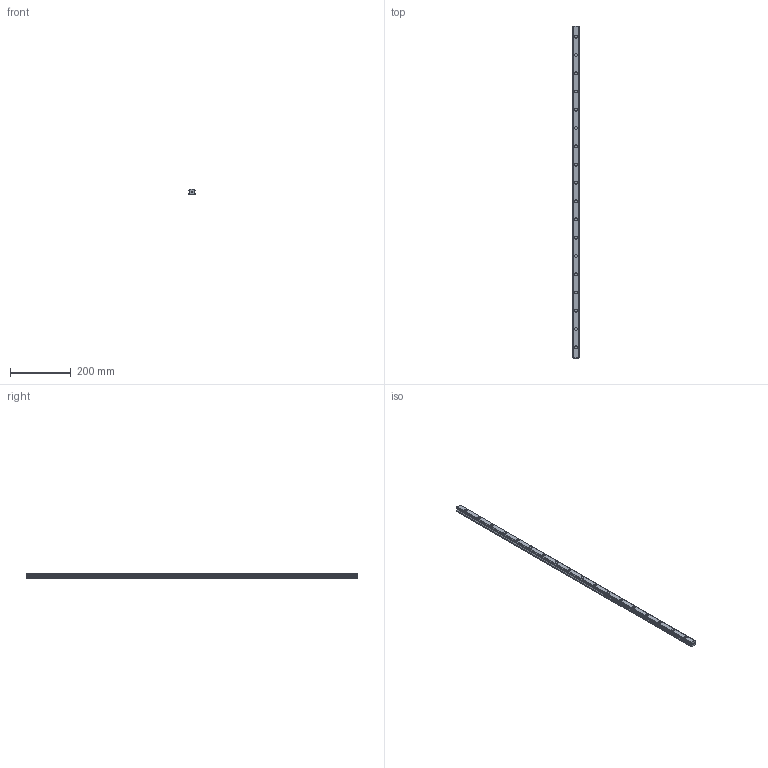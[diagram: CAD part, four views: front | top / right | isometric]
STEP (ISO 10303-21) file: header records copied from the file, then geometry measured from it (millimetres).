
FILE_DESCRIPTION(('STEP AP214'),'1');
FILE_NAME('cctmp_D51B17E5-B968-40C1-A2C8-283B47E819BF_2020_5_19_8_30_12_219..stp','2020-05-19T06:30:12',('HIWIN GmbH'),('CADClick - www.CADClick.com'),'Spatial InterOp 3D',' ','unknown authorization');
FILE_SCHEMA(('AUTOMOTIVE_DESIGN'));
Length unit declared in the file: millimetre
Products named in the file (1): HGR20R1090H_FILE
Bounding box: 20 x 1090 x 17.5 mm (x, y, z)
Volume: 311751.8 mm3; surface area: 92729 mm2
Topology: 1 solids, 1 shells, 269 faces, 627 edges, 418 vertices
Faces by surface type: plane 139, cylinder 130
Entity records: 9937 total; most frequent: DIRECTION 1427, CARTESIAN_POINT 1315, ORIENTED_EDGE 1254, EDGE_CURVE 627, AXIS2_PLACEMENT_3D 530, VERTEX_POINT 418, LINE 367, VECTOR 367
